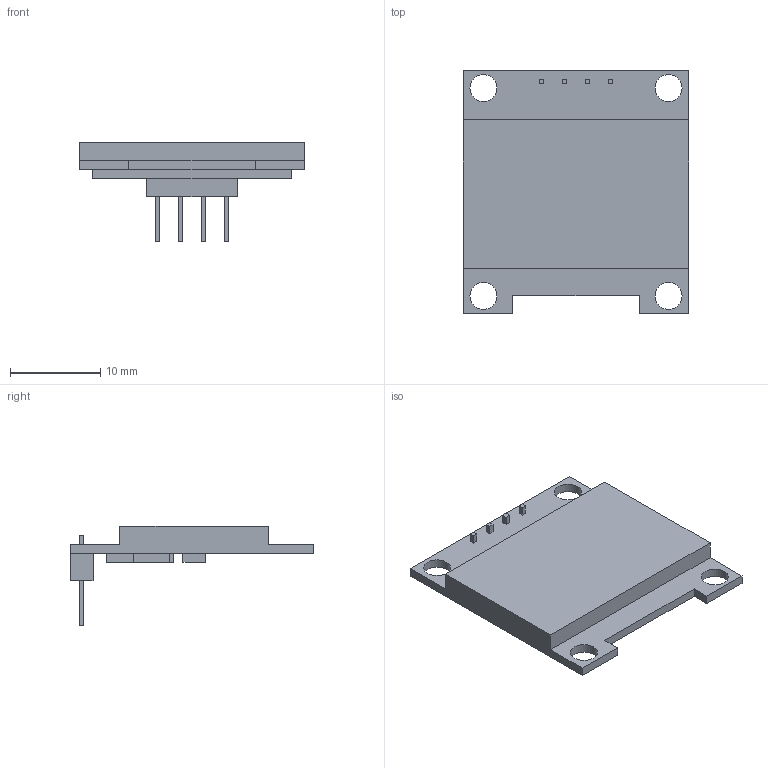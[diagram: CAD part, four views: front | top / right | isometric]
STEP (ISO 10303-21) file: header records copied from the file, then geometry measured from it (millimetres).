
FILE_DESCRIPTION(('FreeCAD Model'),'2;1');
FILE_NAME('pixhawk_i2c_screen.step', '2020-12-20T00:57:16',('Author'),(''), 'Open CASCADE STEP processor 7.3','FreeCAD','Unknown');
FILE_SCHEMA(('AUTOMOTIVE_DESIGN { 1 0 10303 214 1 1 1 1 }'));
Length unit declared in the file: millimetre
Products named in the file (1): Display
Bounding box: 25 x 27 x 11 mm (x, y, z)
Volume: 1642.4 mm3; surface area: 1774.4 mm2
Topology: 1 solids, 1 shells, 82 faces, 204 edges, 136 vertices
Faces by surface type: plane 78, cylinder 4
Full cylindrical faces by diameter (mm): 3 x4
Entity records: 5663 total; most frequent: CARTESIAN_POINT 895, DIRECTION 762, LINE 580, VECTOR 580, ORIENTED_EDGE 408, PCURVE 408, DEFINITIONAL_REPRESENTATION 408, EDGE_CURVE 204
